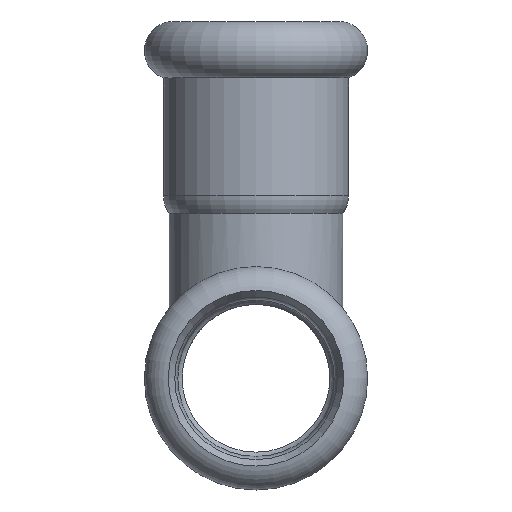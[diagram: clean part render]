
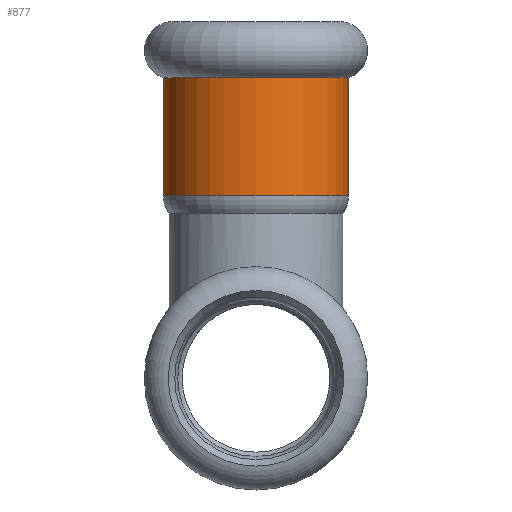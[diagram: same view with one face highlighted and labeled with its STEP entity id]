
A CAD part, left-side view. The second image highlights one B-rep face of the part: STEP entity #877.
In plain terms, the highlighted cylindrical face has radius 10.65 mm (diameter 21.3 mm), a full revolution.
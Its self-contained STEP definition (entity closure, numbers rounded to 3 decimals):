
#48=LINE('',#1564,#72);
#72=VECTOR('',#1263,10.65);
#96=CYLINDRICAL_SURFACE('',#1010,10.65);
#123=FACE_OUTER_BOUND('',#166,.T.);
#166=EDGE_LOOP('',(#671,#672,#673,#674,#675,#676,#677,#678));
#210=CIRCLE('',#946,10.65);
#211=CIRCLE('',#947,10.65);
#212=CIRCLE('',#948,10.65);
#255=CIRCLE('',#1004,10.65);
#256=CIRCLE('',#1005,10.65);
#257=CIRCLE('',#1006,10.65);
#317=VERTEX_POINT('',#1448);
#318=VERTEX_POINT('',#1450);
#319=VERTEX_POINT('',#1452);
#356=VERTEX_POINT('',#1552);
#357=VERTEX_POINT('',#1553);
#358=VERTEX_POINT('',#1555);
#425=EDGE_CURVE('',#317,#318,#210,.T.);
#426=EDGE_CURVE('',#318,#319,#211,.T.);
#427=EDGE_CURVE('',#319,#317,#212,.T.);
#476=EDGE_CURVE('',#356,#357,#255,.T.);
#477=EDGE_CURVE('',#358,#356,#256,.T.);
#478=EDGE_CURVE('',#357,#358,#257,.T.);
#482=EDGE_CURVE('',#319,#358,#48,.T.);
#671=ORIENTED_EDGE('',*,*,#426,.F.);
#672=ORIENTED_EDGE('',*,*,#425,.F.);
#673=ORIENTED_EDGE('',*,*,#427,.F.);
#674=ORIENTED_EDGE('',*,*,#482,.T.);
#675=ORIENTED_EDGE('',*,*,#477,.T.);
#676=ORIENTED_EDGE('',*,*,#476,.T.);
#677=ORIENTED_EDGE('',*,*,#478,.T.);
#678=ORIENTED_EDGE('',*,*,#482,.F.);
#877=ADVANCED_FACE('',(#123),#96,.T.);
#946=AXIS2_PLACEMENT_3D('',#1451,#1127,#1128);
#947=AXIS2_PLACEMENT_3D('',#1453,#1129,#1130);
#948=AXIS2_PLACEMENT_3D('',#1454,#1131,#1132);
#1004=AXIS2_PLACEMENT_3D('',#1554,#1249,#1250);
#1005=AXIS2_PLACEMENT_3D('',#1556,#1251,#1252);
#1006=AXIS2_PLACEMENT_3D('',#1557,#1253,#1254);
#1010=AXIS2_PLACEMENT_3D('',#1563,#1261,#1262);
#1127=DIRECTION('center_axis',(0.,0.,
1.));
#1128=DIRECTION('ref_axis',(0.,-1.,0.));
#1129=DIRECTION('center_axis',(0.,0.,
1.));
#1130=DIRECTION('ref_axis',(0.,-1.,0.));
#1131=DIRECTION('center_axis',(0.,0.,
1.));
#1132=DIRECTION('ref_axis',(0.,-1.,0.));
#1249=DIRECTION('center_axis',(0.,0.,
1.));
#1250=DIRECTION('ref_axis',(0.,-1.,0.));
#1251=DIRECTION('center_axis',(0.,0.,
1.));
#1252=DIRECTION('ref_axis',(0.,-1.,0.));
#1253=DIRECTION('center_axis',(0.,0.,
1.));
#1254=DIRECTION('ref_axis',(0.,-1.,0.));
#1261=DIRECTION('center_axis',(0.,0.,
1.));
#1262=DIRECTION('ref_axis',(0.,-1.,0.));
#1263=DIRECTION('',(0.,0.,-1.));
#1448=CARTESIAN_POINT('',(-10.65,0.,34.563));
#1450=CARTESIAN_POINT('',(0.,-10.65,34.563));
#1451=CARTESIAN_POINT('Origin',(0.,0.,
34.563));
#1452=CARTESIAN_POINT('',(0.,10.65,34.563));
#1453=CARTESIAN_POINT('Origin',(0.,0.,
34.563));
#1454=CARTESIAN_POINT('Origin',(0.,0.,
34.563));
#1552=CARTESIAN_POINT('',(0.,-10.65,21.));
#1553=CARTESIAN_POINT('',(10.65,0.,21.));
#1554=CARTESIAN_POINT('Origin',(0.,0.,
21.));
#1555=CARTESIAN_POINT('',(0.,10.65,21.));
#1556=CARTESIAN_POINT('Origin',(0.,0.,
21.));
#1557=CARTESIAN_POINT('Origin',(0.,0.,
21.));
#1563=CARTESIAN_POINT('Origin',(0.,0.,
27.781));
#1564=CARTESIAN_POINT('',(0.,10.65,27.781));
